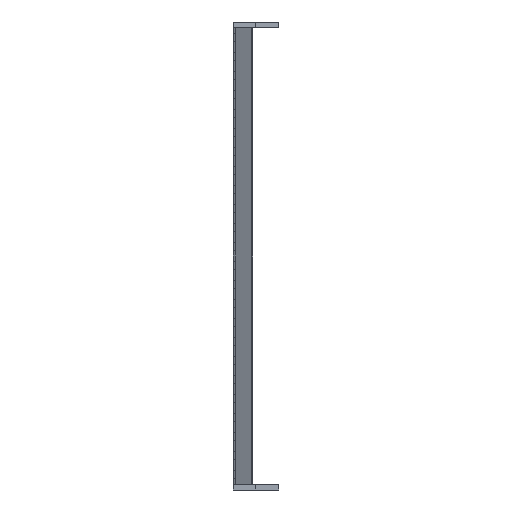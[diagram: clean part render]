
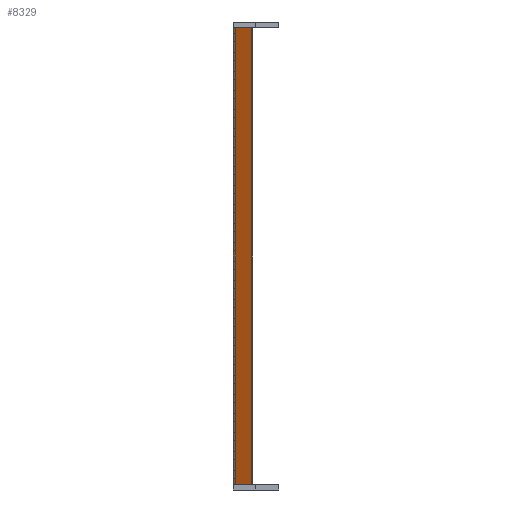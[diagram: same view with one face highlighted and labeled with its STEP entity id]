
A CAD part, left-side view. The second image highlights one B-rep face of the part: STEP entity #8329.
In plain terms, the highlighted planar face has unit normal (-0.866, 0.5, 0).
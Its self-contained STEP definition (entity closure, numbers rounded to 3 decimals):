
#84 = EDGE_CURVE ( 'NONE', #2038, #11957, #7232, .T. ) ;
#202 = CARTESIAN_POINT ( 'NONE',  ( -27.496, -14.101, -400. ) ) ;
#786 = CARTESIAN_POINT ( 'NONE',  ( -27.496, -14.101, 0. ) ) ;
#970 = ORIENTED_EDGE ( 'NONE', *, *, #6204, .F. ) ;
#1024 = CARTESIAN_POINT ( 'NONE',  ( -27.496, -14.101, -400. ) ) ;
#1213 = DIRECTION ( 'NONE',  ( 0., 0., -1. ) ) ;
#1326 = VERTEX_POINT ( 'NONE', #9842 ) ;
#2026 = DIRECTION ( 'NONE',  ( 0., 0., 1. ) ) ;
#2038 = VERTEX_POINT ( 'NONE', #6869 ) ;
#2045 = VERTEX_POINT ( 'NONE', #12063 ) ;
#2298 = DIRECTION ( 'NONE',  ( 0.5, 0.866, 0. ) ) ;
#2462 = AXIS2_PLACEMENT_3D ( 'NONE', #202, #7236, #1213 ) ;
#2562 = CARTESIAN_POINT ( 'NONE',  ( -18.2, 2., -400. ) ) ;
#2769 = VECTOR ( 'NONE', #8403, 1000. ) ;
#2955 = VECTOR ( 'NONE', #5000, 1000. ) ;
#3162 = LINE ( 'NONE', #12913, #3477 ) ;
#3253 = LINE ( 'NONE', #3313, #10942 ) ;
#3313 = CARTESIAN_POINT ( 'NONE',  ( -27.496, -14.101, 0. ) ) ;
#3368 = EDGE_LOOP ( 'NONE', ( #8182, #11208, #7367, #970, #6657, #11346 ) ) ;
#3477 = VECTOR ( 'NONE', #5939, 1000. ) ;
#3916 = EDGE_CURVE ( 'NONE', #9013, #1326, #8315, .T. ) ;
#4196 = PLANE ( 'NONE',  #2462 ) ;
#4341 = CARTESIAN_POINT ( 'NONE',  ( -19.355, 0., 0. ) ) ;
#4576 = CARTESIAN_POINT ( 'NONE',  ( -18.2, 2., 0. ) ) ;
#4663 = FACE_OUTER_BOUND ( 'NONE', #3368, .T. ) ;
#4666 = EDGE_CURVE ( 'NONE', #12696, #2045, #3253, .T. ) ;
#5000 = DIRECTION ( 'NONE',  ( 0.5, 0.866, 0. ) ) ;
#5939 = DIRECTION ( 'NONE',  ( 0.5, 0.866, 0. ) ) ;
#6040 = CARTESIAN_POINT ( 'NONE',  ( -27.496, -14.101, -400. ) ) ;
#6204 = EDGE_CURVE ( 'NONE', #1326, #2038, #3162, .T. ) ;
#6657 = ORIENTED_EDGE ( 'NONE', *, *, #3916, .F. ) ;
#6869 = CARTESIAN_POINT ( 'NONE',  ( -18.2, 2., -400. ) ) ;
#7232 = LINE ( 'NONE', #2562, #11926 ) ;
#7236 = DIRECTION ( 'NONE',  ( 0.866, -0.5, 0. ) ) ;
#7367 = ORIENTED_EDGE ( 'NONE', *, *, #84, .F. ) ;
#8182 = ORIENTED_EDGE ( 'NONE', *, *, #4666, .T. ) ;
#8315 = LINE ( 'NONE', #6040, #2955 ) ;
#8329 = ADVANCED_FACE ( 'NONE', ( #4663 ), #4196, .F. ) ;
#8403 = DIRECTION ( 'NONE',  ( 0.5, 0.866, 0. ) ) ;
#8746 = EDGE_CURVE ( 'NONE', #9013, #12696, #12038, .T. ) ;
#9013 = VERTEX_POINT ( 'NONE', #11519 ) ;
#9556 = EDGE_CURVE ( 'NONE', #2045, #11957, #10784, .T. ) ;
#9842 = CARTESIAN_POINT ( 'NONE',  ( -19.355, 0., -400. ) ) ;
#10599 = DIRECTION ( 'NONE',  ( 0., 0., 1. ) ) ;
#10784 = LINE ( 'NONE', #4341, #2769 ) ;
#10942 = VECTOR ( 'NONE', #2298, 1000. ) ;
#11208 = ORIENTED_EDGE ( 'NONE', *, *, #9556, .T. ) ;
#11346 = ORIENTED_EDGE ( 'NONE', *, *, #8746, .T. ) ;
#11519 = CARTESIAN_POINT ( 'NONE',  ( -27.496, -14.101, -400. ) ) ;
#11726 = VECTOR ( 'NONE', #2026, 1000. ) ;
#11926 = VECTOR ( 'NONE', #10599, 1000. ) ;
#11957 = VERTEX_POINT ( 'NONE', #4576 ) ;
#12038 = LINE ( 'NONE', #1024, #11726 ) ;
#12063 = CARTESIAN_POINT ( 'NONE',  ( -19.355, 0., 0. ) ) ;
#12696 = VERTEX_POINT ( 'NONE', #786 ) ;
#12913 = CARTESIAN_POINT ( 'NONE',  ( -27.496, -14.101, -400. ) ) ;
